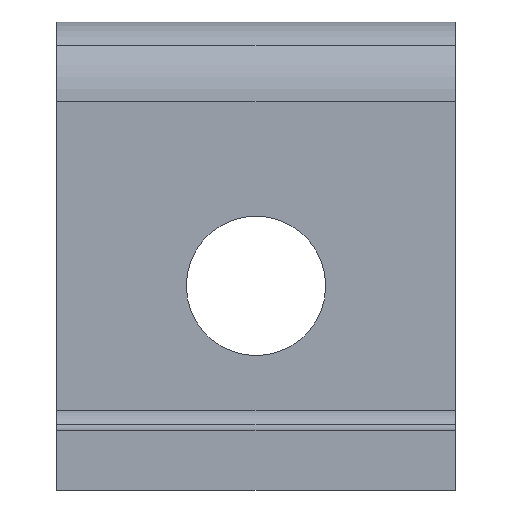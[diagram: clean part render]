
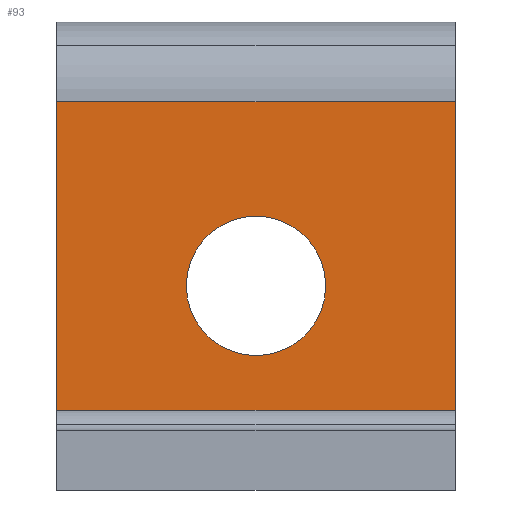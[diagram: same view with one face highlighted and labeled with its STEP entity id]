
A CAD part, left-side view. The second image highlights one B-rep face of the part: STEP entity #93.
In plain terms, the highlighted planar face has unit normal (-1, 0, 0).
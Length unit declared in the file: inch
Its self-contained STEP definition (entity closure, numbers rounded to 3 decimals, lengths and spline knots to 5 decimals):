
#93=ADVANCED_FACE('',(#184,#185),#186,.T.);
#184=FACE_BOUND('',#269,.T.);
#185=FACE_OUTER_BOUND('',#270,.T.);
#186=PLANE('',#271);
#269=EDGE_LOOP('',(#482,#483));
#270=EDGE_LOOP('',(#484,#485,#486,#487));
#271=AXIS2_PLACEMENT_3D('',#488,#489,#490);
#482=ORIENTED_EDGE('',*,*,#533,.T.);
#483=ORIENTED_EDGE('',*,*,#578,.T.);
#484=ORIENTED_EDGE('',*,*,#573,.F.);
#485=ORIENTED_EDGE('',*,*,#540,.T.);
#486=ORIENTED_EDGE('',*,*,#594,.F.);
#487=ORIENTED_EDGE('',*,*,#589,.T.);
#488=CARTESIAN_POINT('',(-1.06299,0.7874,-1.37795));
#489=DIRECTION('',(-1.0,0.,0.));
#490=DIRECTION('',(0.,-1.0,0.0));
#533=EDGE_CURVE('',#640,#638,#641,.T.);
#540=EDGE_CURVE('',#651,#649,#652,.T.);
#573=EDGE_CURVE('',#651,#704,#705,.T.);
#578=EDGE_CURVE('',#638,#640,#710,.T.);
#589=EDGE_CURVE('',#723,#704,#724,.T.);
#594=EDGE_CURVE('',#723,#649,#729,.T.);
#638=VERTEX_POINT('',#784);
#640=VERTEX_POINT('',#787);
#641=CIRCLE('',#788,0.27559);
#649=VERTEX_POINT('',#798);
#651=VERTEX_POINT('',#800);
#652=LINE('',#801,#802);
#704=VERTEX_POINT('',#869);
#705=LINE('',#870,#871);
#710=CIRCLE('',#876,0.27559);
#723=VERTEX_POINT('',#892);
#724=LINE('',#893,#894);
#729=LINE('',#900,#901);
#784=CARTESIAN_POINT('',(-1.06299,0.27559,-0.80709));
#787=CARTESIAN_POINT('',(-1.06299,-0.27559,-0.80709));
#788=AXIS2_PLACEMENT_3D('',#938,#939,#940);
#798=CARTESIAN_POINT('',(-1.06299,0.7874,-1.29921));
#800=CARTESIAN_POINT('',(-1.06299,0.7874,-0.07874));
#801=CARTESIAN_POINT('',(-1.06299,0.7874,0.23622));
#802=VECTOR('',#952,0.3937);
#869=CARTESIAN_POINT('',(-1.06299,-0.7874,-0.07874));
#870=CARTESIAN_POINT('',(-1.06299,0.7874,-0.07874));
#871=VECTOR('',#1001,0.3937);
#876=AXIS2_PLACEMENT_3D('',#1008,#1009,#1010);
#892=CARTESIAN_POINT('',(-1.06299,-0.7874,-1.29921));
#893=CARTESIAN_POINT('',(-1.06299,-0.7874,0.23622));
#894=VECTOR('',#1023,0.3937);
#900=CARTESIAN_POINT('',(-1.06299,0.7874,-1.29921));
#901=VECTOR('',#1028,0.3937);
#938=CARTESIAN_POINT('',(-1.06299,0.,-0.80709));
#939=DIRECTION('',(1.0,0.,0.));
#940=DIRECTION('',(0.,1.0,0.0));
#952=DIRECTION('',(0.,0.,-1.0));
#1001=DIRECTION('',(0.,-1.0,0.0));
#1008=CARTESIAN_POINT('',(-1.06299,0.,-0.80709));
#1009=DIRECTION('',(1.0,0.,0.));
#1010=DIRECTION('',(0.,1.0,0.0));
#1023=DIRECTION('',(0.,0.,1.0));
#1028=DIRECTION('',(0.,1.0,0.0));
